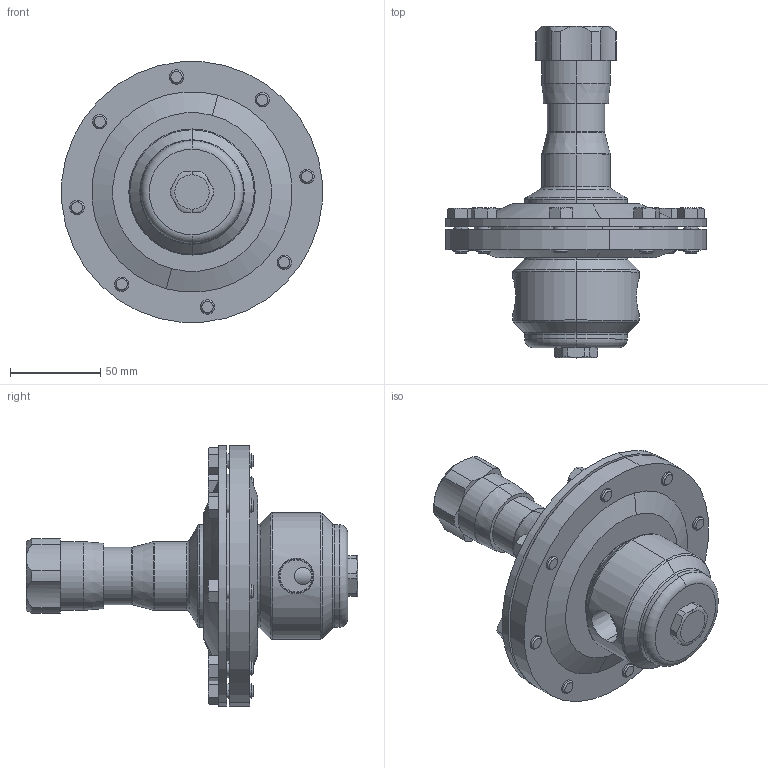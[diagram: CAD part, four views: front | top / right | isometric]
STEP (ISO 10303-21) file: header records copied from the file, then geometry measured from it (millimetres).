
FILE_DESCRIPTION (( 'STEP AP203' ), '1' );
FILE_NAME ('JSRLP-050-PA.STEP', '2017-06-28T13:33:07', ( '' ), ( '' ), 'SwSTEP 2.0', 'SolidWorks 2014', '' );
FILE_SCHEMA (( 'CONFIG_CONTROL_DESIGN' ));
Length unit declared in the file: inch
Products named in the file (2): JSRLP-050-PA
Bounding box: 144.26 x 183.9 x 144.26 mm (x, y, z)
Volume: 627238.5 mm3; surface area: 105356.9 mm2
Topology: 1 solids, 1 shells, 339 faces, 749 edges, 454 vertices
Faces by surface type: cone 134, plane 102, cylinder 82, torus 21
Entity records: 10388 total; most frequent: CARTESIAN_POINT 2701, DIRECTION 1652, ORIENTED_EDGE 1498, EDGE_CURVE 749, AXIS2_PLACEMENT_3D 692, VERTEX_POINT 454, EDGE_LOOP 395, CIRCLE 351
